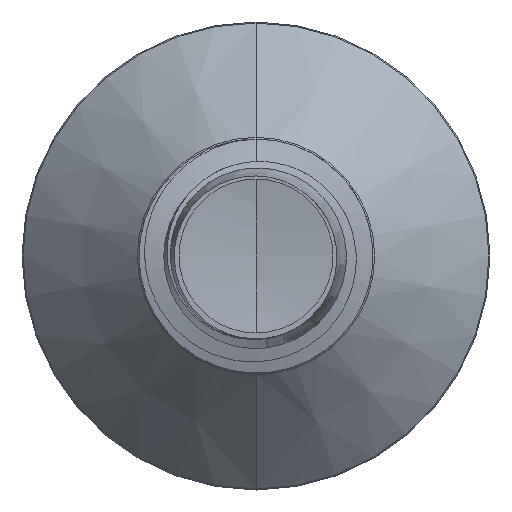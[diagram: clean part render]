
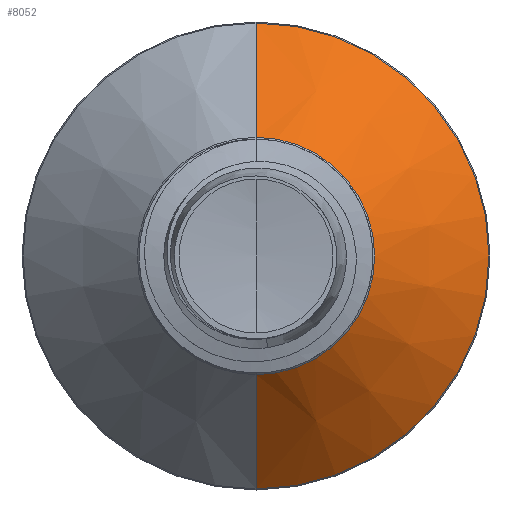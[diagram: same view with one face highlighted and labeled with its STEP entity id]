
A CAD part, front view. The second image highlights one B-rep face of the part: STEP entity #8052.
In plain terms, the highlighted conical face has half-angle 45 degrees and reference radius 3.55 mm.
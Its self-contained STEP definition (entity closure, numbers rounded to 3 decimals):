
#152 = LINE ( 'NONE', #4421, #1291 ) ;
#792 = AXIS2_PLACEMENT_3D ( 'NONE', #1430, #1407, #1395 ) ;
#933 = FACE_OUTER_BOUND ( 'NONE', #6837, .T. ) ;
#968 = LINE ( 'NONE', #4578, #1101 ) ;
#1009 = EDGE_CURVE ( 'NONE', #12450, #2636, #10543, .T. ) ;
#1101 = VECTOR ( 'NONE', #8696, 1000. ) ;
#1291 = VECTOR ( 'NONE', #1405, 1000. ) ;
#1395 = DIRECTION ( 'NONE',  ( 0., 0., 1. ) ) ;
#1405 = DIRECTION ( 'NONE',  ( 0., 0.707, -0.707 ) ) ;
#1407 = DIRECTION ( 'NONE',  ( 0., 1., 0. ) ) ;
#1430 = CARTESIAN_POINT ( 'NONE',  ( 0., 9.069, 0. ) ) ;
#1827 = AXIS2_PLACEMENT_3D ( 'NONE', #6553, #14422, #7874 ) ;
#2230 = CONICAL_SURFACE ( 'NONE', #10996, 3.55, 0.785 ) ;
#2636 = VERTEX_POINT ( 'NONE', #2924 ) ;
#2924 = CARTESIAN_POINT ( 'NONE',  ( 0., 9.069, -6.969 ) ) ;
#4421 = CARTESIAN_POINT ( 'NONE',  ( 0., 5.65, -3.55 ) ) ;
#4578 = CARTESIAN_POINT ( 'NONE',  ( 0., 5.65, 3.55 ) ) ;
#5393 = DIRECTION ( 'NONE',  ( 0., 1., 0. ) ) ;
#6553 = CARTESIAN_POINT ( 'NONE',  ( 0., 5.65, 0. ) ) ;
#6740 = DIRECTION ( 'NONE',  ( 0., 0., 1. ) ) ;
#6837 = EDGE_LOOP ( 'NONE', ( #11251, #11116, #8794, #10920 ) ) ;
#7874 = DIRECTION ( 'NONE',  ( 0., 0., 1. ) ) ;
#8052 = ADVANCED_FACE ( 'NONE', ( #933 ), #2230, .T. ) ;
#8634 = EDGE_CURVE ( 'NONE', #12226, #2636, #152, .T. ) ;
#8696 = DIRECTION ( 'NONE',  ( 0., 0.707, 0.707 ) ) ;
#8794 = ORIENTED_EDGE ( 'NONE', *, *, #1009, .F. ) ;
#10543 = CIRCLE ( 'NONE', #792, 6.969 ) ;
#10618 = CARTESIAN_POINT ( 'NONE',  ( 0., 5.65, 0. ) ) ;
#10759 = CARTESIAN_POINT ( 'NONE',  ( 0., 5.65, -3.55 ) ) ;
#10882 = VERTEX_POINT ( 'NONE', #13488 ) ;
#10920 = ORIENTED_EDGE ( 'NONE', *, *, #14862, .F. ) ;
#10996 = AXIS2_PLACEMENT_3D ( 'NONE', #10618, #5393, #6740 ) ;
#11116 = ORIENTED_EDGE ( 'NONE', *, *, #8634, .T. ) ;
#11251 = ORIENTED_EDGE ( 'NONE', *, *, #12006, .T. ) ;
#12006 = EDGE_CURVE ( 'NONE', #10882, #12226, #13219, .T. ) ;
#12226 = VERTEX_POINT ( 'NONE', #10759 ) ;
#12450 = VERTEX_POINT ( 'NONE', #13785 ) ;
#13219 = CIRCLE ( 'NONE', #1827, 3.55 ) ;
#13488 = CARTESIAN_POINT ( 'NONE',  ( 0., 5.65, 3.55 ) ) ;
#13785 = CARTESIAN_POINT ( 'NONE',  ( 0., 9.069, 6.969 ) ) ;
#14422 = DIRECTION ( 'NONE',  ( 0., 1., 0. ) ) ;
#14862 = EDGE_CURVE ( 'NONE', #10882, #12450, #968, .T. ) ;
